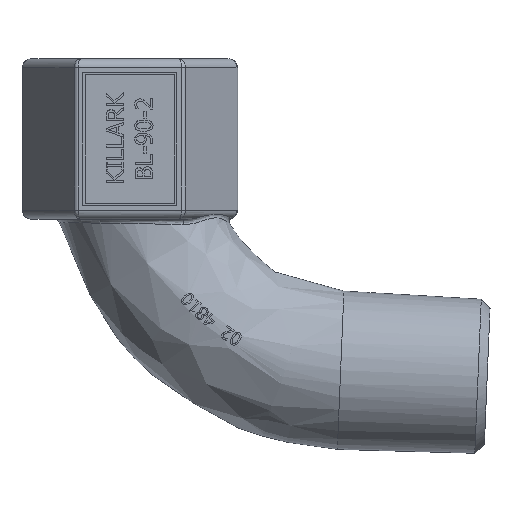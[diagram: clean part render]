
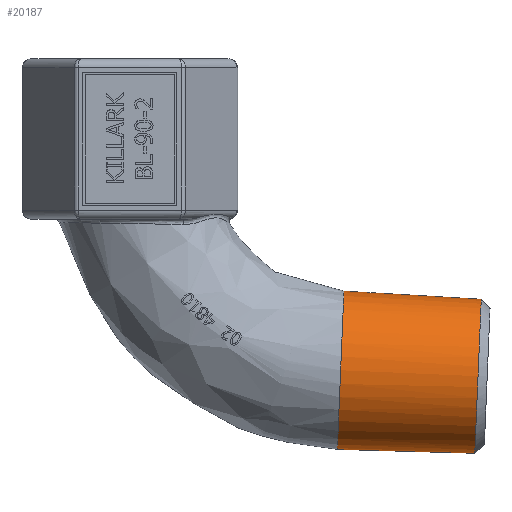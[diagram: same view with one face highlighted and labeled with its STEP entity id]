
A CAD part, left-side view. The second image highlights one B-rep face of the part: STEP entity #20187.
In plain terms, the highlighted free-form (B-spline) face has degree [1, 2] with [2, 9] control points.
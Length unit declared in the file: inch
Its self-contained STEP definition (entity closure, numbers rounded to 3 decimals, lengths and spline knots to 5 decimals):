
#44=(
BOUNDED_SURFACE()
B_SPLINE_SURFACE(1,2,((#40064,#40065,#40066,#40067,#40068,#40069,#40070,
#40071,#40072),(#40073,#40074,#40075,#40076,#40077,#40078,#40079,#40080,
#40081)),.UNSPECIFIED.,.F.,.T.,.F.)
B_SPLINE_SURFACE_WITH_KNOTS((2,2),(3,2,2,2,3),(-0.00136,1.73744),
(-3.14159,-1.5708,0.,1.5708,3.14159),
 .UNSPECIFIED.)
GEOMETRIC_REPRESENTATION_ITEM()
RATIONAL_B_SPLINE_SURFACE(((1.,0.707,1.,0.707,1.,
0.707,1.,0.707,1.),(1.,0.707,1.,0.707,
1.,0.707,1.,0.707,1.)))
REPRESENTATION_ITEM('')
SURFACE()
);
#5214=FACE_OUTER_BOUND('',#6421,.T.);
#6421=EDGE_LOOP('',(#18447,#18448,#18449,#18450,#18451,#18452,#18453));
#6475=CIRCLE('',#20292,0.54);
#6476=CIRCLE('',#20293,0.54);
#6477=CIRCLE('',#20294,0.54);
#7740=B_SPLINE_CURVE_WITH_KNOTS('',3,(#40038,#40039,#40040,#40041,#40042,
#40043,#40044,#40045,#40046,#40047),.UNSPECIFIED.,.F.,.F.,(4,1,1,1,1,1,
1,4),(-7.34758,-6.82276,-6.29793,-5.59816,
-5.24827,-4.5485,-4.19862,-3.67402),
 .UNSPECIFIED.);
#7741=B_SPLINE_CURVE_WITH_KNOTS('',3,(#40048,#40049,#40050,#40051,#40052,
#40053,#40054,#40055,#40056,#40057,#40058),.UNSPECIFIED.,.F.,.F.,(4,1,1,
1,1,1,1,1,4),(-3.67402,-3.49885,-3.14896,-2.44919,
-2.09931,-1.57448,-1.04965,-0.52483,
0.),.UNSPECIFIED.);
#7742=B_SPLINE_CURVE_WITH_KNOTS('',1,(#40082,#40083),.UNSPECIFIED.,.F.,
 .F.,(2,2),(-1.73632,0.),.UNSPECIFIED.);
#7942=VERTEX_POINT('',#26940);
#7943=VERTEX_POINT('',#26945);
#7944=VERTEX_POINT('',#26947);
#9677=VERTEX_POINT('',#40014);
#9679=VERTEX_POINT('',#40037);
#10006=EDGE_CURVE('',#7943,#7942,#6475,.T.);
#10007=EDGE_CURVE('',#7944,#7943,#6476,.T.);
#10008=EDGE_CURVE('',#7942,#7944,#6477,.T.);
#12611=EDGE_CURVE('',#9677,#9679,#7740,.T.);
#12612=EDGE_CURVE('',#9679,#9677,#7741,.T.);
#12615=EDGE_CURVE('',#9679,#7943,#7742,.T.);
#18447=ORIENTED_EDGE('',*,*,#12611,.F.);
#18448=ORIENTED_EDGE('',*,*,#12612,.F.);
#18449=ORIENTED_EDGE('',*,*,#12615,.T.);
#18450=ORIENTED_EDGE('',*,*,#10006,.T.);
#18451=ORIENTED_EDGE('',*,*,#10008,.T.);
#18452=ORIENTED_EDGE('',*,*,#10007,.T.);
#18453=ORIENTED_EDGE('',*,*,#12615,.F.);
#20187=ADVANCED_FACE('',(#5214),#44,.F.);
#20292=AXIS2_PLACEMENT_3D('',#26946,#21127,#21128);
#20293=AXIS2_PLACEMENT_3D('',#26948,#21129,#21130);
#20294=AXIS2_PLACEMENT_3D('',#26949,#21131,#21132);
#21127=DIRECTION('center_axis',(0.,-0.999,-0.042));
#21128=DIRECTION('ref_axis',(-1.,0.,0.));
#21129=DIRECTION('center_axis',(0.,-0.999,-0.042));
#21130=DIRECTION('ref_axis',(-1.,0.,0.));
#21131=DIRECTION('center_axis',(0.,-0.999,-0.042));
#21132=DIRECTION('ref_axis',(-1.,0.,0.));
#26940=CARTESIAN_POINT('',(0.54,-0.5938,-0.79557));
#26945=CARTESIAN_POINT('',(0.54,-0.5938,-0.79558));
#26946=CARTESIAN_POINT('Origin',(0.,-0.5938,
-0.79557));
#26947=CARTESIAN_POINT('',(-0.54,-0.5938,-0.79557));
#26948=CARTESIAN_POINT('Origin',(0.,-0.5938,
-0.79557));
#26949=CARTESIAN_POINT('Origin',(0.,-0.5938,
-0.79557));
#40014=CARTESIAN_POINT('',(-0.52594,-1.53044,-0.83595));
#40037=CARTESIAN_POINT('',(0.5259,-1.53045,-0.83587));
#40038=CARTESIAN_POINT('Ctrl Pts',(-0.52594,-1.53044,
-0.83595));
#40039=CARTESIAN_POINT('Ctrl Pts',(-0.52592,-1.52715,
-0.91456));
#40040=CARTESIAN_POINT('Ctrl Pts',(-0.49,-1.52058,
-1.07151));
#40041=CARTESIAN_POINT('Ctrl Pts',(-0.3223,-1.51176,
-1.28222));
#40042=CARTESIAN_POINT('Ctrl Pts',(-0.09291,-1.50801,
-1.37193));
#40043=CARTESIAN_POINT('Ctrl Pts',(0.17212,-1.50884,
-1.35206));
#40044=CARTESIAN_POINT('Ctrl Pts',(0.36147,-1.51342,
-1.24263));
#40045=CARTESIAN_POINT('Ctrl Pts',(0.49619,-1.52168,
-1.04523));
#40046=CARTESIAN_POINT('Ctrl Pts',(0.52566,-1.52716,
-0.91441));
#40047=CARTESIAN_POINT('Ctrl Pts',(0.52586,-1.53045,
-0.83588));
#40048=CARTESIAN_POINT('Ctrl Pts',(0.52586,-1.53045,
-0.83588));
#40049=CARTESIAN_POINT('Ctrl Pts',(0.52592,-1.53154,-0.80965));
#40050=CARTESIAN_POINT('Ctrl Pts',(0.52028,-1.53483,
-0.73103));
#40051=CARTESIAN_POINT('Ctrl Pts',(0.46539,-1.54227,
-0.55337));
#40052=CARTESIAN_POINT('Ctrl Pts',(0.31647,-1.54898,
-0.39313));
#40053=CARTESIAN_POINT('Ctrl Pts',(0.09391,-1.55262,
-0.30613));
#40054=CARTESIAN_POINT('Ctrl Pts',(-0.12106,-1.55263,
-0.30603));
#40055=CARTESIAN_POINT('Ctrl Pts',(-0.33924,-1.54823,
-0.41107));
#40056=CARTESIAN_POINT('Ctrl Pts',(-0.49008,-1.54031,
-0.60014));
#40057=CARTESIAN_POINT('Ctrl Pts',(-0.52595,-1.53373,
-0.75734));
#40058=CARTESIAN_POINT('Ctrl Pts',(-0.52594,-1.53044,
-0.83595));
#40064=CARTESIAN_POINT('Ctrl Pts',(0.54001,-0.59307,
-0.79555));
#40065=CARTESIAN_POINT('Ctrl Pts',(0.54001,-0.61627,
-0.25604));
#40066=CARTESIAN_POINT('Ctrl Pts',(0.,-0.61627,
-0.25604));
#40067=CARTESIAN_POINT('Ctrl Pts',(-0.54001,-0.61627,
-0.25604));
#40068=CARTESIAN_POINT('Ctrl Pts',(-0.54001,-0.59307,
-0.79555));
#40069=CARTESIAN_POINT('Ctrl Pts',(-0.54001,-0.56986,
-1.33506));
#40070=CARTESIAN_POINT('Ctrl Pts',(0.,-0.56986,
-1.33506));
#40071=CARTESIAN_POINT('Ctrl Pts',(0.54001,-0.56986,
-1.33506));
#40072=CARTESIAN_POINT('Ctrl Pts',(0.54001,-0.59307,
-0.79555));
#40073=CARTESIAN_POINT('Ctrl Pts',(0.52593,-1.53105,
-0.83589));
#40074=CARTESIAN_POINT('Ctrl Pts',(0.52593,-1.55365,
-0.31045));
#40075=CARTESIAN_POINT('Ctrl Pts',(0.,-1.55365,
-0.31045));
#40076=CARTESIAN_POINT('Ctrl Pts',(-0.52593,-1.55365,
-0.31045));
#40077=CARTESIAN_POINT('Ctrl Pts',(-0.52593,-1.53105,
-0.83589));
#40078=CARTESIAN_POINT('Ctrl Pts',(-0.52593,-1.50845,
-1.36133));
#40079=CARTESIAN_POINT('Ctrl Pts',(0.,-1.50845,
-1.36133));
#40080=CARTESIAN_POINT('Ctrl Pts',(0.52593,-1.50845,
-1.36133));
#40081=CARTESIAN_POINT('Ctrl Pts',(0.52593,-1.53105,
-0.83589));
#40082=CARTESIAN_POINT('Ctrl Pts',(0.52594,-1.53045,
-0.83587));
#40083=CARTESIAN_POINT('Ctrl Pts',(0.54,-0.5938,
-0.79558));
